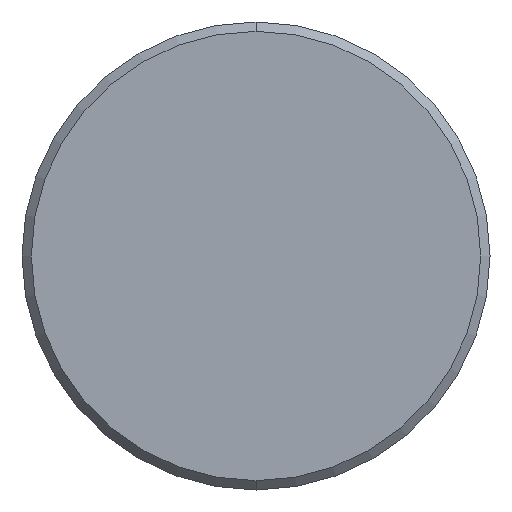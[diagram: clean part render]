
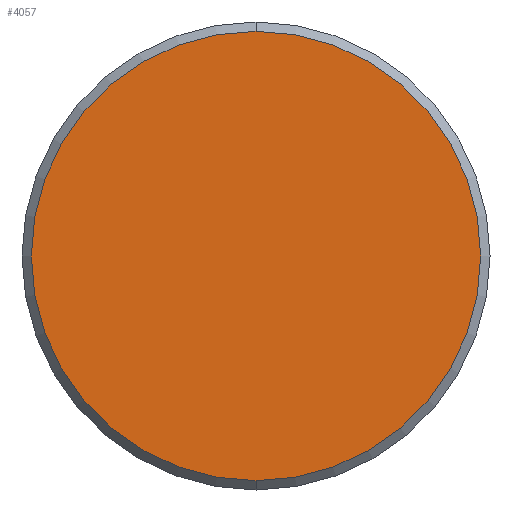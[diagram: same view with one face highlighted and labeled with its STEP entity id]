
A CAD part, front view. The second image highlights one B-rep face of the part: STEP entity #4057.
In plain terms, the highlighted planar face has unit normal (0, -1, 0).
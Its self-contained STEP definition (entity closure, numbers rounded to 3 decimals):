
#65 = EDGE_CURVE ( 'NONE', #2367, #2324, #4177, .T. ) ;
#1062 = DIRECTION ( 'NONE',  ( 0., -1., 0. ) ) ;
#1069 = CARTESIAN_POINT ( 'NONE',  ( 0., 0., 0. ) ) ;
#1094 = PLANE ( 'NONE',  #4747 ) ;
#1101 = DIRECTION ( 'NONE',  ( 0., 0., -1. ) ) ;
#1105 = FACE_OUTER_BOUND ( 'NONE', #3756, .T. ) ;
#1605 = DIRECTION ( 'NONE',  ( 0., 0., -1. ) ) ;
#1618 = DIRECTION ( 'NONE',  ( 0., -1., 0. ) ) ;
#1626 = CARTESIAN_POINT ( 'NONE',  ( 0., 0., 0. ) ) ;
#1857 = CARTESIAN_POINT ( 'NONE',  ( 0., 0., 7.2 ) ) ;
#1930 = CARTESIAN_POINT ( 'NONE',  ( 0., 0., -7.2 ) ) ;
#2138 = DIRECTION ( 'NONE',  ( 0., -1., 0. ) ) ;
#2144 = DIRECTION ( 'NONE',  ( 0., 0., -1. ) ) ;
#2145 = CARTESIAN_POINT ( 'NONE',  ( 0., 0., 0. ) ) ;
#2324 = VERTEX_POINT ( 'NONE', #1857 ) ;
#2367 = VERTEX_POINT ( 'NONE', #1930 ) ;
#3234 = EDGE_CURVE ( 'NONE', #2324, #2367, #4234, .T. ) ;
#3350 = ORIENTED_EDGE ( 'NONE', *, *, #3234, .T. ) ;
#3756 = EDGE_LOOP ( 'NONE', ( #3350, #4024 ) ) ;
#4024 = ORIENTED_EDGE ( 'NONE', *, *, #65, .T. ) ;
#4057 = ADVANCED_FACE ( 'NONE', ( #1105 ), #1094, .T. ) ;
#4175 = AXIS2_PLACEMENT_3D ( 'NONE', #1626, #1618, #1605 ) ;
#4177 = CIRCLE ( 'NONE', #4175, 7.2 ) ;
#4214 = AXIS2_PLACEMENT_3D ( 'NONE', #2145, #2138, #2144 ) ;
#4234 = CIRCLE ( 'NONE', #4214, 7.2 ) ;
#4747 = AXIS2_PLACEMENT_3D ( 'NONE', #1069, #1062, #1101 ) ;
